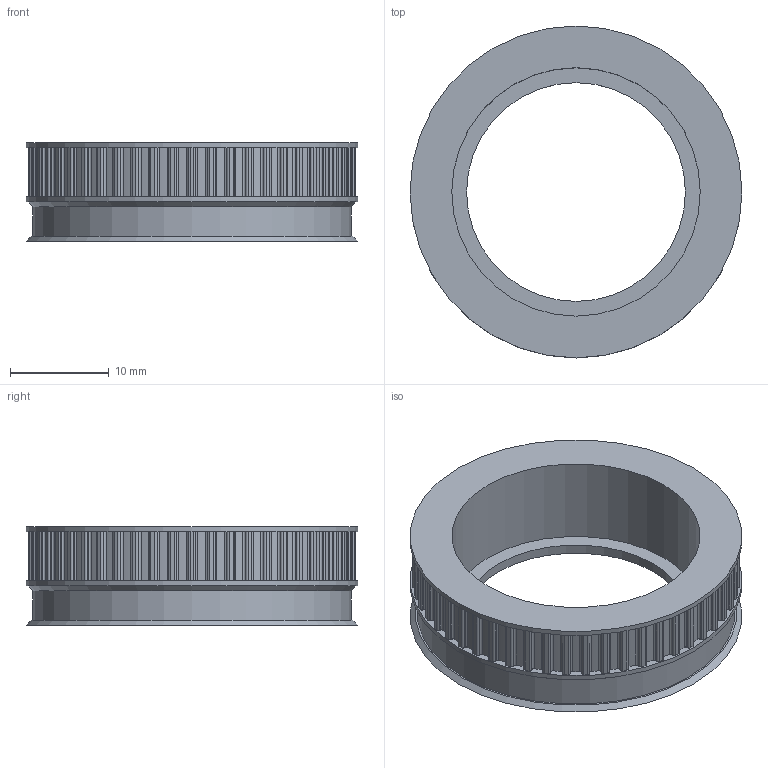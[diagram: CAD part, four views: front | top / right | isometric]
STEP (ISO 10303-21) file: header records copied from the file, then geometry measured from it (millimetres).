
FILE_DESCRIPTION(/* description */ (''),/* implementation_level */ '2;1');
FILE_NAME(/* name */ '20_Cube_Insert_rotational_filtermount_v3.ipt.step',/* time_stamp */ '2022-11-29T08:08:17+01:00',/* author */ ('diederichbenedict'),/* organization */ (''),/* preprocessor_version */ 'ST-DEVELOPER v18.1',/* originating_system */ 'Autodesk Inventor 2022',/* authorisation */ '');
FILE_SCHEMA (('AP203_CONFIGURATION_CONTROLLED_3D_DESIGN_OF_MECHANICAL_PARTS_AND_ASSEMBLIES_MIM_LF { 1 0 10303 203 3 1 4 }','AUTOMOTIVE_DESIGN { 1 0 10303 214 3 1 1 }'));
Length unit declared in the file: millimetre
Products named in the file (1): 20_Cube_Insert_rotational_filtermount_v3
Bounding box: 33.6 x 33.6 x 10 mm (x, y, z)
Volume: 3498.8 mm3; surface area: 3163.7 mm2
Topology: 1 solids, 1 shells, 430 faces, 1268 edges, 845 vertices
Faces by surface type: cylinder 265, plane 163, cone 2
Full cylindrical faces by diameter (mm): 22.15 x1, 25.15 x1, 32.2 x1, 33.595 x2
Entity records: 14613 total; most frequent: DIRECTION 2663, CARTESIAN_POINT 2545, ORIENTED_EDGE 2536, EDGE_CURVE 1268, AXIS2_PLACEMENT_3D 964, VERTEX_POINT 845, LINE 735, VECTOR 735
